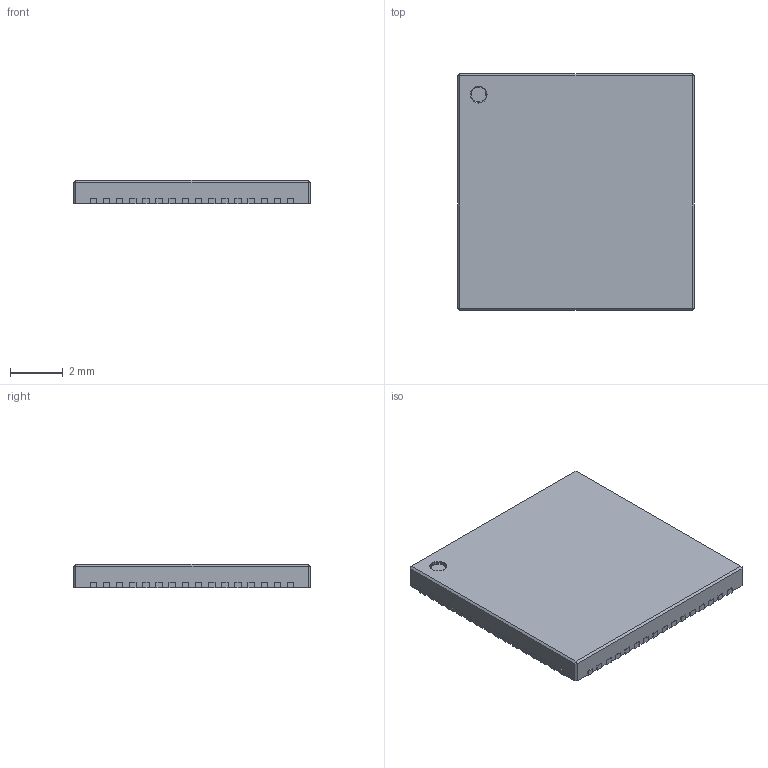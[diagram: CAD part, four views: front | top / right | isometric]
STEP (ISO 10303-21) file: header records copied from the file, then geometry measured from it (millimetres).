
FILE_DESCRIPTION(('FreeCAD Model'),'2;1');
FILE_NAME('Fusion.step','2017-03-07T14:49:08',( 'kicad StepUp'),('ksu MCAD'),'Open CASCADE STEP processor 6.8', 'FreeCAD','Unknown');
FILE_SCHEMA(('AUTOMOTIVE_DESIGN_CC2 { 1 2 10303 214 -1 1 5 4 }'));
Length unit declared in the file: millimetre
Products named in the file (2): ASSEMBLY; Fusion
Assembly tree (1 placements, depth 2):
  ASSEMBLY
    Fusion
Bounding box: 9.04 x 9.04 x 0.9 mm (x, y, z)
Volume: 72.3 mm3; surface area: 195.2 mm2
Topology: 1 solids, 1 shells, 420 faces, 1232 edges, 816 vertices
Faces by surface type: plane 344, cylinder 72, cone 4
Entity records: 16748 total; most frequent: CARTESIAN_POINT 2470, ORIENTED_EDGE 2464, DIRECTION 2224, EDGE_CURVE 1232, LINE 1084, VECTOR 1084, VERTEX_POINT 816, AXIS2_PLACEMENT_3D 570
